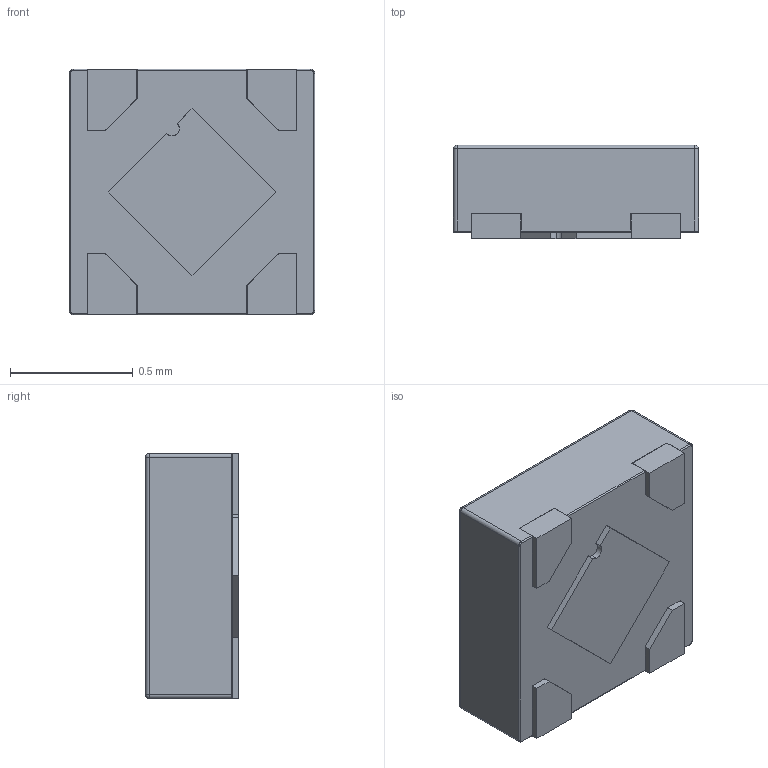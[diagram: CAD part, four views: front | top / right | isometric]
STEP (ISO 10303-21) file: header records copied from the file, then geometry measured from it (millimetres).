
FILE_DESCRIPTION (( 'STEP AP214' ), '1' );
FILE_NAME ('NCP167BMX330TBG.STEP', '2024-10-22T12:23:12', ( '' ), ( '' ), 'SwSTEP 2.0', 'SolidWorks 2016', '' );
FILE_SCHEMA (( 'AUTOMOTIVE_DESIGN' ));
Length unit declared in the file: millimetre
Products named in the file (1): NCP167BMX330TBG
Bounding box: 1 x 0.38 x 1 mm (x, y, z)
Volume: 0.4 mm3; surface area: 5 mm2
Topology: 6 solids, 6 shells, 98 faces, 236 edges, 148 vertices
Faces by surface type: plane 68, cylinder 22, sphere 4, torus 4
Entity records: 3270 total; most frequent: CARTESIAN_POINT 479, DIRECTION 478, ORIENTED_EDGE 464, EDGE_CURVE 232, VECTOR 184, LINE 184, VERTEX_POINT 148, AXIS2_PLACEMENT_3D 147
